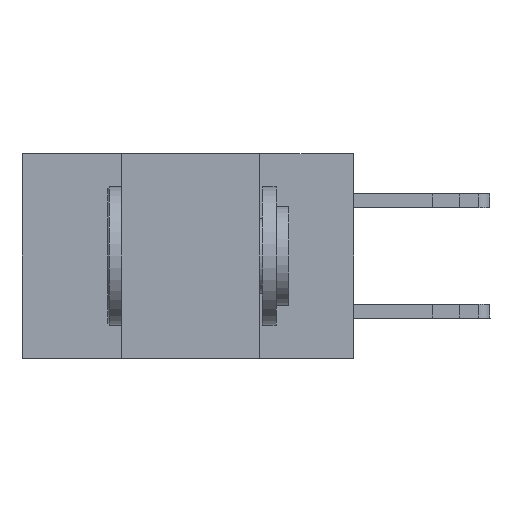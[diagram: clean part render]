
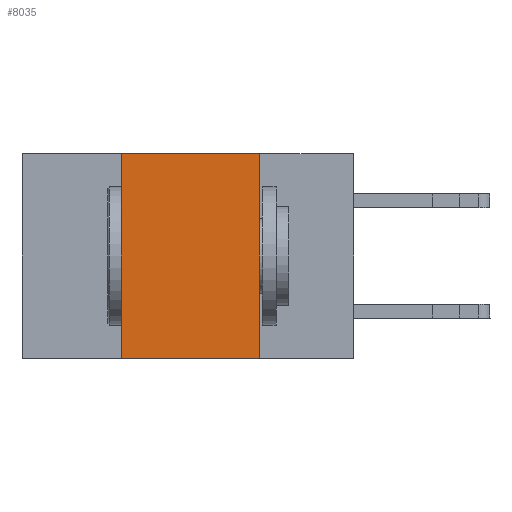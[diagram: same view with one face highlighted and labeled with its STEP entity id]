
A CAD part, left-side view. The second image highlights one B-rep face of the part: STEP entity #8035.
In plain terms, the highlighted planar face has unit normal (-1, 0, 0).
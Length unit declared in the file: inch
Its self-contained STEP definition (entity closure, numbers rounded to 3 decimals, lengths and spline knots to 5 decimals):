
#23 = ORIENTED_EDGE ( 'NONE', *, *, #13569, .T. ) ;
#1013 = ORIENTED_EDGE ( 'NONE', *, *, #15620, .F. ) ;
#1639 = VECTOR ( 'NONE', #4055, 39.37008 ) ;
#2230 = CARTESIAN_POINT ( 'NONE',  ( 0., 0.17, 0. ) ) ;
#2275 = EDGE_CURVE ( 'NONE', #21075, #15484, #2397, .T. ) ;
#2281 = CARTESIAN_POINT ( 'NONE',  ( 0., 0.6, -0.37 ) ) ;
#2397 = LINE ( 'NONE', #10372, #20740 ) ;
#3006 = PLANE ( 'NONE',  #19108 ) ;
#3674 = CARTESIAN_POINT ( 'NONE',  ( 0., 0.42, 0. ) ) ;
#3691 = EDGE_LOOP ( 'NONE', ( #1013, #8365, #9552, #23 ) ) ;
#4055 = DIRECTION ( 'NONE',  ( 0., 0., -1. ) ) ;
#5140 = DIRECTION ( 'NONE',  ( 0., -1., 0. ) ) ;
#6419 = VERTEX_POINT ( 'NONE', #9235 ) ;
#6645 = DIRECTION ( 'NONE',  ( 1., 0., 0. ) ) ;
#6811 = VECTOR ( 'NONE', #18252, 39.37008 ) ;
#8035 = ADVANCED_FACE ( 'NONE', ( #18677 ), #3006, .F. ) ;
#8365 = ORIENTED_EDGE ( 'NONE', *, *, #13894, .F. ) ;
#9235 = CARTESIAN_POINT ( 'NONE',  ( 0., 0.17, 0. ) ) ;
#9552 = ORIENTED_EDGE ( 'NONE', *, *, #2275, .F. ) ;
#10121 = VERTEX_POINT ( 'NONE', #18106 ) ;
#10298 = DIRECTION ( 'NONE',  ( 0., 0., 1. ) ) ;
#10372 = CARTESIAN_POINT ( 'NONE',  ( 0., 0.42, 0. ) ) ;
#11505 = LINE ( 'NONE', #2281, #6811 ) ;
#13244 = CARTESIAN_POINT ( 'NONE',  ( 0., 0.42, -0.37 ) ) ;
#13569 = EDGE_CURVE ( 'NONE', #21075, #10121, #11505, .T. ) ;
#13894 = EDGE_CURVE ( 'NONE', #15484, #6419, #18922, .T. ) ;
#15377 = CARTESIAN_POINT ( 'NONE',  ( 0., 0.6, 0. ) ) ;
#15484 = VERTEX_POINT ( 'NONE', #3674 ) ;
#15620 = EDGE_CURVE ( 'NONE', #6419, #10121, #15802, .T. ) ;
#15802 = LINE ( 'NONE', #2230, #1639 ) ;
#18106 = CARTESIAN_POINT ( 'NONE',  ( 0., 0.17, -0.37 ) ) ;
#18252 = DIRECTION ( 'NONE',  ( 0., -1., 0. ) ) ;
#18677 = FACE_OUTER_BOUND ( 'NONE', #3691, .T. ) ;
#18922 = LINE ( 'NONE', #19278, #23107 ) ;
#18975 = DIRECTION ( 'NONE',  ( 0., 0., -1. ) ) ;
#19108 = AXIS2_PLACEMENT_3D ( 'NONE', #15377, #6645, #18975 ) ;
#19278 = CARTESIAN_POINT ( 'NONE',  ( 0., 0.6, 0. ) ) ;
#20740 = VECTOR ( 'NONE', #10298, 39.37008 ) ;
#21075 = VERTEX_POINT ( 'NONE', #13244 ) ;
#23107 = VECTOR ( 'NONE', #5140, 39.37008 ) ;
